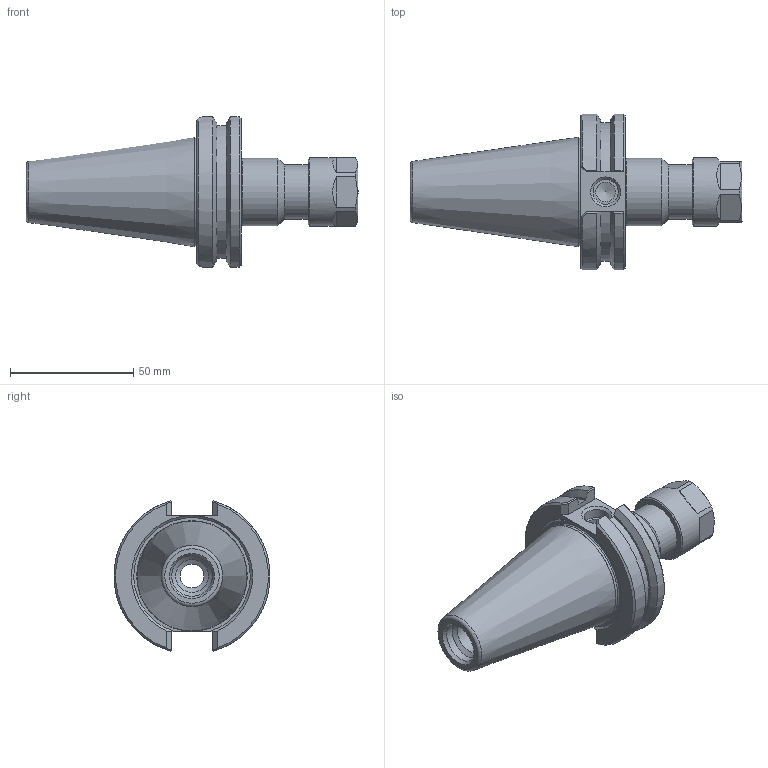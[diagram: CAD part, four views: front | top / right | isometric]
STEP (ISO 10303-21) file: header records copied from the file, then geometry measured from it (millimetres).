
FILE_DESCRIPTION((''),'2;1');
FILE_NAME('C40F-16ERP262.iam.stp','2014-06-23T16:25:01',(''),(''),'Autodesk Inventor 2012','Autodesk Inventor 2012','');
FILE_SCHEMA(('AUTOMOTIVE_DESIGN { 1 0 10303 214 1 1 1 1 }'));
Length unit declared in the file: inch
Products named in the file (3): C40F-16ERP262; C40F-16ER2-1; 16ERHPN
Assembly tree (2 placements, depth 2):
  C40F-16ERP262
    C40F-16ER2-1
    16ERHPN
Bounding box: 134.81 x 63.28 x 61.11 mm (x, y, z)
Volume: 122949.3 mm3; surface area: 28896 mm2
Topology: 3 solids, 3 shells, 118 faces, 290 edges, 185 vertices
Faces by surface type: plane 52, cone 29, cylinder 25, torus 8, bspline 4
Full cylindrical faces by diameter (mm): 8 x1, 9.728 x1, 10.135 x1, 11.176 x1, 12.04 x1, 13.386 x1, 16.002 x1, 16.459 x1, 17.01 x1, 17.112 x1, 17.272 x1, 20.066 x1, 20.168 x1, 20.676 x1, 22 x1, 22.428 x1, 27.432 x1, 27.737 x1, 43.942 x1
Entity records: 3972 total; most frequent: CARTESIAN_POINT 1373, DIRECTION 506, ORIENTED_EDGE 468, EDGE_CURVE 234, AXIS2_PLACEMENT_3D 211, EDGE_LOOP 178, VERTEX_POINT 176, FACE_OUTER_BOUND 118
